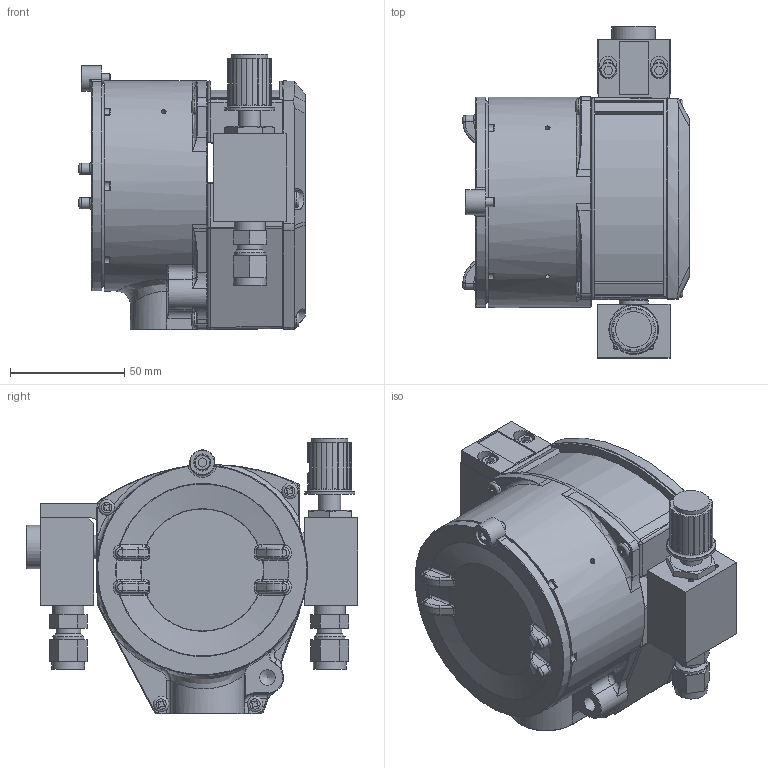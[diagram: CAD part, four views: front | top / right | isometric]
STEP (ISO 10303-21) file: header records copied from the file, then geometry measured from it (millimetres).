
FILE_DESCRIPTION(/* description */ (''),/* implementation_level */ '2;1');
FILE_NAME(/* name */ '',/* time_stamp */ '2013-12-12T14:44:48+01:00',/* author */ (''),/* organization */ (''),/* preprocessor_version */ 'ST-DEVELOPER v14',/* originating_system */ 'SIEMENS PLM Software NX 8.0',/* authorisation */ '');
FILE_SCHEMA (('CONFIG_CONTROL_DESIGN'));
Length unit declared in the file: millimetre
Products named in the file (1): 3750_std_vlv_6mm_tc
Bounding box: 98.88 x 145.06 x 120.57 mm (x, y, z)
Volume: 414047.6 mm3; surface area: 165230.9 mm2
Topology: 24 solids, 25 shells, 1876 faces, 4430 edges, 2595 vertices
Faces by surface type: cylinder 622, plane 563, torus 259, bspline 217, cone 109, sphere 96, extrusion 10
Full cylindrical faces by diameter (mm): 1.664 x2, 2.2 x2, 3.454 x8, 3.52 x10, 4 x4, 4.036 x3, 4.181 x6, 4.369 x4, 4.826 x2, 4.841 x2, 6.35 x2, 6.8 x1, 6.858 x11, 7.087 x1, 7.5 x1, 9.5 x1, 9.906 x1, 10.185 x2, 10.236 x1, 10.338 x3, 11 x1, 11.113 x2, 11.676 x2, 12.5 x2, 12.624 x1, 13.716 x4, 14.287 x2, 15.748 x1, 18 x1, 18.782 x1
Entity records: 58822 total; most frequent: CARTESIAN_POINT 17894, DIRECTION 8785, ORIENTED_EDGE 8142, EDGE_CURVE 4071, AXIS2_PLACEMENT_3D 3569, VERTEX_POINT 2547, EDGE_LOOP 2182, ADVANCED_FACE 1876
